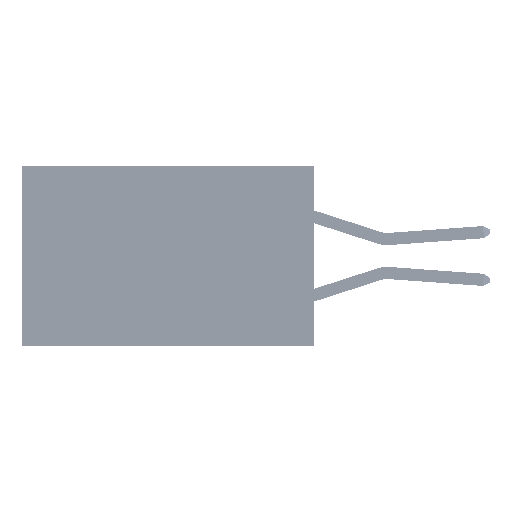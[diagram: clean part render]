
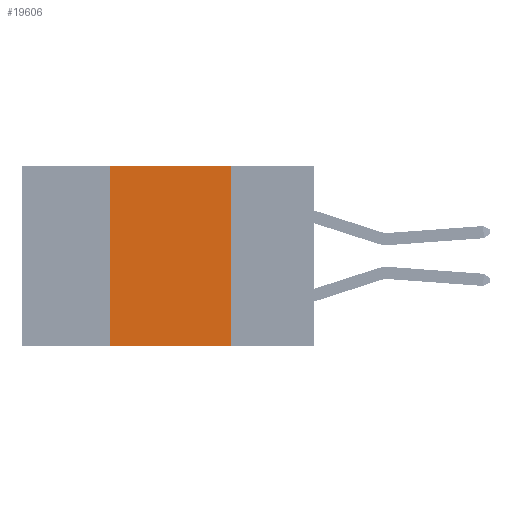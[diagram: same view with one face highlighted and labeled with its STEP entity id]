
A CAD part, left-side view. The second image highlights one B-rep face of the part: STEP entity #19606.
In plain terms, the highlighted planar face has unit normal (-1, 0, 0).
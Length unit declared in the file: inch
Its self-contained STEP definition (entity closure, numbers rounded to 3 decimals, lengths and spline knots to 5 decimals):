
#1463 = CARTESIAN_POINT ( 'NONE',  ( 0., 0.6, -0.37 ) ) ;
#2252 = CARTESIAN_POINT ( 'NONE',  ( 0., 0.42, 0. ) ) ;
#2642 = VERTEX_POINT ( 'NONE', #8926 ) ;
#3490 = VERTEX_POINT ( 'NONE', #31053 ) ;
#5300 = DIRECTION ( 'NONE',  ( 0., -1., 0. ) ) ;
#8618 = EDGE_CURVE ( 'NONE', #2642, #3490, #8721, .T. ) ;
#8721 = LINE ( 'NONE', #1463, #17121 ) ;
#8926 = CARTESIAN_POINT ( 'NONE',  ( 0., 0.42, -0.37 ) ) ;
#9899 = LINE ( 'NONE', #21528, #42764 ) ;
#10235 = ORIENTED_EDGE ( 'NONE', *, *, #23320, .F. ) ;
#11790 = VERTEX_POINT ( 'NONE', #32595 ) ;
#12692 = DIRECTION ( 'NONE',  ( 0., 0., 1. ) ) ;
#13240 = DIRECTION ( 'NONE',  ( 1., 0., 0. ) ) ;
#16725 = DIRECTION ( 'NONE',  ( 0., 0., -1. ) ) ;
#17121 = VECTOR ( 'NONE', #5300, 39.37008 ) ;
#17693 = ORIENTED_EDGE ( 'NONE', *, *, #8618, .T. ) ;
#19443 = EDGE_LOOP ( 'NONE', ( #48441, #43404, #10235, #17693 ) ) ;
#19606 = ADVANCED_FACE ( 'NONE', ( #22953 ), #32252, .F. ) ;
#20198 = LINE ( 'NONE', #24353, #27413 ) ;
#20515 = VECTOR ( 'NONE', #12692, 39.37008 ) ;
#21528 = CARTESIAN_POINT ( 'NONE',  ( 0., 0.17, 0. ) ) ;
#22822 = VERTEX_POINT ( 'NONE', #2252 ) ;
#22953 = FACE_OUTER_BOUND ( 'NONE', #19443, .T. ) ;
#23320 = EDGE_CURVE ( 'NONE', #2642, #22822, #31248, .T. ) ;
#24353 = CARTESIAN_POINT ( 'NONE',  ( 0., 0.6, 0. ) ) ;
#27413 = VECTOR ( 'NONE', #46834, 39.37008 ) ;
#31053 = CARTESIAN_POINT ( 'NONE',  ( 0., 0.17, -0.37 ) ) ;
#31248 = LINE ( 'NONE', #39860, #20515 ) ;
#31832 = DIRECTION ( 'NONE',  ( 0., 0., -1. ) ) ;
#32252 = PLANE ( 'NONE',  #35702 ) ;
#32595 = CARTESIAN_POINT ( 'NONE',  ( 0., 0.17, 0. ) ) ;
#34201 = EDGE_CURVE ( 'NONE', #11790, #3490, #9899, .T. ) ;
#35702 = AXIS2_PLACEMENT_3D ( 'NONE', #35913, #13240, #16725 ) ;
#35913 = CARTESIAN_POINT ( 'NONE',  ( 0., 0.6, 0. ) ) ;
#39860 = CARTESIAN_POINT ( 'NONE',  ( 0., 0.42, 0. ) ) ;
#42764 = VECTOR ( 'NONE', #31832, 39.37008 ) ;
#43404 = ORIENTED_EDGE ( 'NONE', *, *, #45024, .F. ) ;
#45024 = EDGE_CURVE ( 'NONE', #22822, #11790, #20198, .T. ) ;
#46834 = DIRECTION ( 'NONE',  ( 0., -1., 0. ) ) ;
#48441 = ORIENTED_EDGE ( 'NONE', *, *, #34201, .F. ) ;
